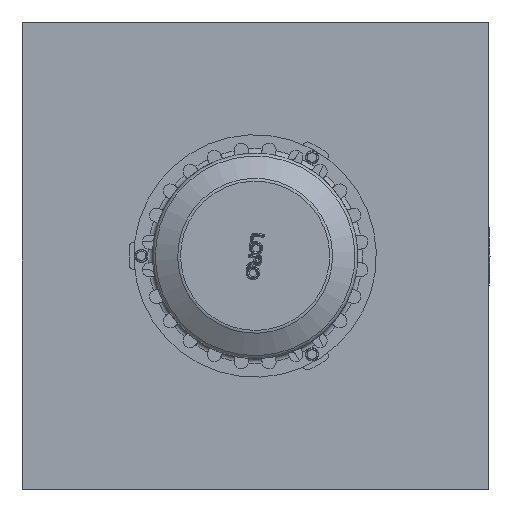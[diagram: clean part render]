
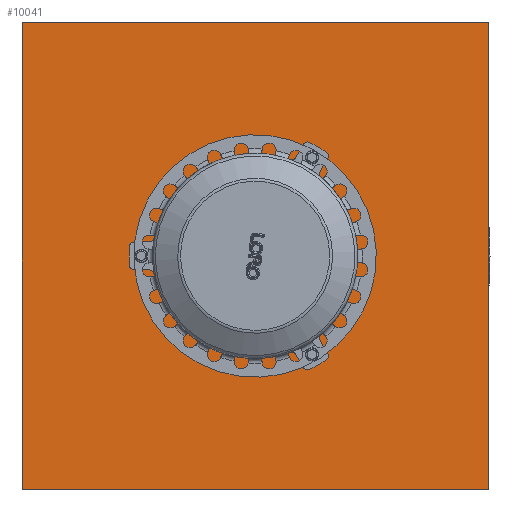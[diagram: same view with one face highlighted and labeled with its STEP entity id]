
A CAD part, top view. The second image highlights one B-rep face of the part: STEP entity #10041.
In plain terms, the highlighted planar face has unit normal (0, 0, 1).
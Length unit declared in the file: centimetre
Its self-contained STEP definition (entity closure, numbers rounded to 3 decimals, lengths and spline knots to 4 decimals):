
#495=FACE_BOUND('',#2947,.T.);
#570=PLANE('',#11440);
#941=LINE('',#16133,#1566);
#946=LINE('',#16143,#1571);
#947=LINE('',#16145,#1572);
#948=LINE('',#16146,#1573);
#1566=VECTOR('',#12865,1.);
#1571=VECTOR('',#12874,1.);
#1572=VECTOR('',#12875,1.);
#1573=VECTOR('',#12876,1.);
#2325=FACE_OUTER_BOUND('',#2946,.T.);
#2946=EDGE_LOOP('',(#6565,#6566,#6567,#6568));
#2947=EDGE_LOOP('',(#6569));
#3647=VERTEX_POINT('',#16123);
#3650=VERTEX_POINT('',#16130);
#3651=VERTEX_POINT('',#16132);
#3654=VERTEX_POINT('',#16142);
#3655=VERTEX_POINT('',#16144);
#4770=EDGE_CURVE('',#3647,#3647,#10721,.T.);
#4774=EDGE_CURVE('',#3651,#3650,#941,.T.);
#4779=EDGE_CURVE('',#3651,#3654,#946,.T.);
#4780=EDGE_CURVE('',#3655,#3650,#947,.T.);
#4781=EDGE_CURVE('',#3654,#3655,#948,.T.);
#6565=ORIENTED_EDGE('',*,*,#4779,.F.);
#6566=ORIENTED_EDGE('',*,*,#4774,.T.);
#6567=ORIENTED_EDGE('',*,*,#4780,.F.);
#6568=ORIENTED_EDGE('',*,*,#4781,.F.);
#6569=ORIENTED_EDGE('',*,*,#4770,.T.);
#10041=ADVANCED_FACE('',(#2325,#495),#570,.F.);
#10721=CIRCLE('',#11436,64.3137);
#11436=AXIS2_PLACEMENT_3D('',#16124,#12857,#12858);
#11440=AXIS2_PLACEMENT_3D('',#16141,#12872,#12873);
#12857=DIRECTION('center_axis',(0.,0.,-1.));
#12858=DIRECTION('ref_axis',(1.,0.,0.));
#12865=DIRECTION('',(0.,-1.,0.));
#12872=DIRECTION('center_axis',(0.,0.,-1.));
#12873=DIRECTION('ref_axis',(0.,-1.,0.));
#12874=DIRECTION('',(1.,0.,0.));
#12875=DIRECTION('',(-1.,0.,0.));
#12876=DIRECTION('',(0.,-1.,0.));
#16123=CARTESIAN_POINT('',(1302.1167,285.4709,82.2019));
#16124=CARTESIAN_POINT('Origin',(1302.1167,349.7846,82.2019));
#16130=CARTESIAN_POINT('',(1052.1167,99.7846,82.2019));
#16132=CARTESIAN_POINT('',(1052.1167,599.7846,82.2019));
#16133=CARTESIAN_POINT('',(1052.1167,349.7846,82.2019));
#16141=CARTESIAN_POINT('Origin',(1302.1167,349.7846,82.2019));
#16142=CARTESIAN_POINT('',(1552.1167,599.7846,82.2019));
#16143=CARTESIAN_POINT('',(1302.1167,599.7846,82.2019));
#16144=CARTESIAN_POINT('',(1552.1167,99.7846,82.2019));
#16145=CARTESIAN_POINT('',(1302.1167,99.7846,82.2019));
#16146=CARTESIAN_POINT('',(1552.1167,349.7846,82.2019));
